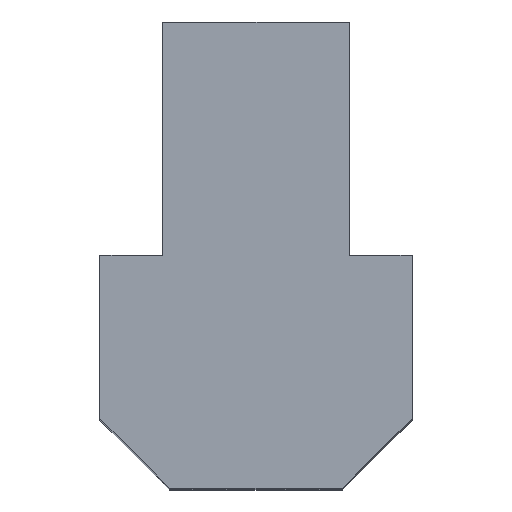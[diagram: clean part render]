
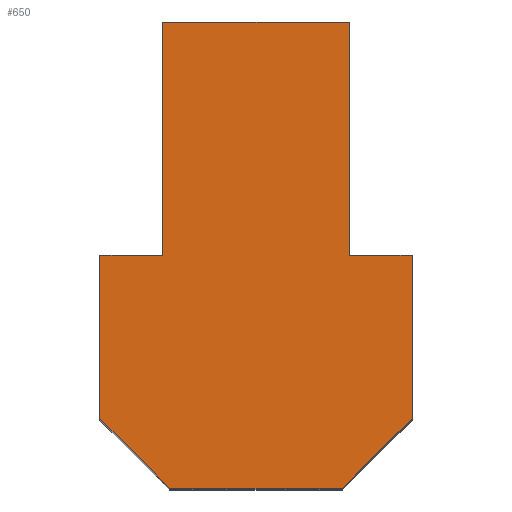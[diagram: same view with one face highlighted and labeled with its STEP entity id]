
A CAD part, top view. The second image highlights one B-rep face of the part: STEP entity #650.
In plain terms, the highlighted planar face has unit normal (0, 0, 1).
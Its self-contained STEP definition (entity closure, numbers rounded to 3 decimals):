
#150=CARTESIAN_POINT('',(-3.7,-14.0,22.5));
#151=VERTEX_POINT('',#150);
#158=CARTESIAN_POINT('',(-6.7,-11.,22.5));
#159=VERTEX_POINT('',#158);
#160=CARTESIAN_POINT('',(-3.7,-14.0,22.5));
#161=DIRECTION('',(-0.707,0.707,0.0));
#162=VECTOR('',#161,4.243);
#163=LINE('',#160,#162);
#164=EDGE_CURVE('',#151,#159,#163,.T.);
#197=CARTESIAN_POINT('',(3.7,-14.0,22.5));
#198=VERTEX_POINT('',#197);
#205=CARTESIAN_POINT('',(3.7,-14.0,22.5));
#206=DIRECTION('',(-1.0,0.0,0.0));
#207=VECTOR('',#206,7.4);
#208=LINE('',#205,#207);
#209=EDGE_CURVE('',#198,#151,#208,.T.);
#301=CARTESIAN_POINT('',(-4.,-4.0,22.5));
#302=VERTEX_POINT('',#301);
#309=CARTESIAN_POINT('',(-4.,6.,22.5));
#310=VERTEX_POINT('',#309);
#311=CARTESIAN_POINT('',(-4.,-4.0,22.5));
#312=DIRECTION('',(0.0,1.0,0.0));
#313=VECTOR('',#312,10.0);
#314=LINE('',#311,#313);
#315=EDGE_CURVE('',#302,#310,#314,.T.);
#364=CARTESIAN_POINT('',(4.,6.,22.5));
#365=VERTEX_POINT('',#364);
#366=CARTESIAN_POINT('',(-4.,6.,22.5));
#367=DIRECTION('',(1.0,0.0,0.0));
#368=VECTOR('',#367,8.0);
#369=LINE('',#366,#368);
#370=EDGE_CURVE('',#310,#365,#369,.T.);
#412=CARTESIAN_POINT('',(4.,-4.0,22.5));
#413=VERTEX_POINT('',#412);
#414=CARTESIAN_POINT('',(4.,6.,22.5));
#415=DIRECTION('',(0.0,-1.0,0.0));
#416=VECTOR('',#415,10.0);
#417=LINE('',#414,#416);
#418=EDGE_CURVE('',#365,#413,#417,.T.);
#514=CARTESIAN_POINT('',(6.7,-4.0,22.5));
#515=VERTEX_POINT('',#514);
#516=CARTESIAN_POINT('',(6.7,-11.,22.5));
#517=VERTEX_POINT('',#516);
#518=CARTESIAN_POINT('',(6.7,-4.0,22.5));
#519=DIRECTION('',(0.0,-1.0,0.0));
#520=VECTOR('',#519,7.);
#521=LINE('',#518,#520);
#522=EDGE_CURVE('',#515,#517,#521,.T.);
#554=CARTESIAN_POINT('',(6.7,-11.,22.5));
#555=DIRECTION('',(-0.707,-0.707,0.0));
#556=VECTOR('',#555,4.243);
#557=LINE('',#554,#556);
#558=EDGE_CURVE('',#517,#198,#557,.T.);
#581=CARTESIAN_POINT('',(-6.7,-4.0,22.5));
#582=VERTEX_POINT('',#581);
#583=CARTESIAN_POINT('',(-6.7,-11.,22.5));
#584=DIRECTION('',(0.0,1.0,0.0));
#585=VECTOR('',#584,7.);
#586=LINE('',#583,#585);
#587=EDGE_CURVE('',#159,#582,#586,.T.);
#605=CARTESIAN_POINT('',(-6.7,-4.0,22.5));
#606=DIRECTION('',(1.0,0.0,0.0));
#607=VECTOR('',#606,2.7);
#608=LINE('',#605,#607);
#609=EDGE_CURVE('',#582,#302,#608,.T.);
#614=CARTESIAN_POINT('',(4.,-4.0,22.5));
#615=DIRECTION('',(1.0,0.0,0.0));
#616=VECTOR('',#615,2.7);
#617=LINE('',#614,#616);
#618=EDGE_CURVE('',#413,#515,#617,.T.);
#633=CARTESIAN_POINT('',(0.,-4.239,22.5));
#634=DIRECTION('',(0.0,0.0,1.0));
#635=DIRECTION('',(1.0,0.0,0.0));
#636=AXIS2_PLACEMENT_3D('',#633,#634,#635);
#637=PLANE('',#636);
#638=ORIENTED_EDGE('',*,*,#418,.F.);
#639=ORIENTED_EDGE('',*,*,#370,.F.);
#640=ORIENTED_EDGE('',*,*,#315,.F.);
#641=ORIENTED_EDGE('',*,*,#609,.F.);
#642=ORIENTED_EDGE('',*,*,#587,.F.);
#643=ORIENTED_EDGE('',*,*,#164,.F.);
#644=ORIENTED_EDGE('',*,*,#209,.F.);
#645=ORIENTED_EDGE('',*,*,#558,.F.);
#646=ORIENTED_EDGE('',*,*,#522,.F.);
#647=ORIENTED_EDGE('',*,*,#618,.F.);
#648=EDGE_LOOP('',(#638,#639,#640,#641,#642,#643,#644,#645,#646,#647));
#649=FACE_OUTER_BOUND('',#648,.T.);
#650=ADVANCED_FACE('',(#649),#637,.T.);
